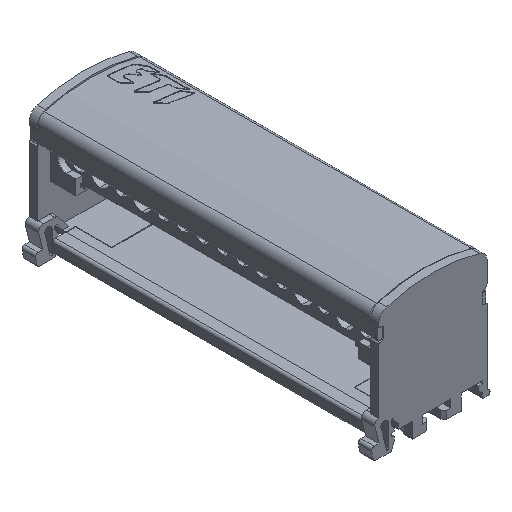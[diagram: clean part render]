
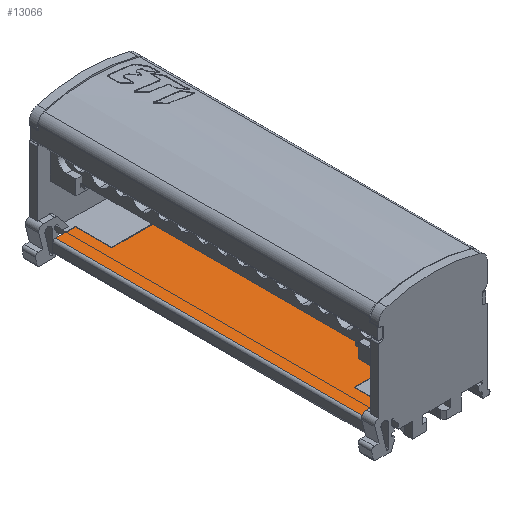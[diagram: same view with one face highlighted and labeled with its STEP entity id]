
A CAD part, isometric view. The second image highlights one B-rep face of the part: STEP entity #13066.
In plain terms, the highlighted planar face has unit normal (0, 0, 1).
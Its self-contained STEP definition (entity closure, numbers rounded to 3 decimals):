
#12645=DIRECTION('',(0.,1.,0.));
#12646=VECTOR('',#12645,119.4);
#12647=CARTESIAN_POINT('',(-84.021,-59.05,1.85));
#12648=LINE('',#12647,#12646);
#12652=DIRECTION('',(1.,0.,0.));
#12653=VECTOR('',#12652,7.731);
#12654=CARTESIAN_POINT('',(-84.021,60.35,1.85));
#12655=LINE('',#12654,#12653);
#12659=DIRECTION('',(0.,-1.,0.));
#12660=VECTOR('',#12659,13.75);
#12661=CARTESIAN_POINT('',(-76.289,60.35,1.85));
#12662=LINE('',#12661,#12660);
#12666=DIRECTION('',(0.,-1.,0.));
#12667=VECTOR('',#12666,91.9);
#12668=CARTESIAN_POINT('',(-47.021,46.6,1.85));
#12669=LINE('',#12668,#12667);
#12673=DIRECTION('',(-1.,0.,0.));
#12674=VECTOR('',#12673,29.269);
#12675=CARTESIAN_POINT('',(-47.021,-45.3,1.85));
#12676=LINE('',#12675,#12674);
#12753=DIRECTION('',(-1.,0.,0.));
#12754=VECTOR('',#12753,29.269);
#12755=CARTESIAN_POINT('',(-47.021,46.6,1.85));
#12756=LINE('',#12755,#12754);
#12797=DIRECTION('',(1.,0.,0.));
#12798=VECTOR('',#12797,7.731);
#12799=CARTESIAN_POINT('',(-84.021,-59.05,1.85));
#12800=LINE('',#12799,#12798);
#12818=DIRECTION('',(0.,1.,0.));
#12819=VECTOR('',#12818,13.75);
#12820=CARTESIAN_POINT('',(-76.289,-59.05,1.85));
#12821=LINE('',#12820,#12819);
#12858=CARTESIAN_POINT('',(-84.021,-59.05,1.85));
#12859=VERTEX_POINT('',#12858);
#12860=CARTESIAN_POINT('',(-76.289,-59.05,1.85));
#12861=VERTEX_POINT('',#12860);
#12862=CARTESIAN_POINT('',(-47.021,-45.3,1.85));
#12863=CARTESIAN_POINT('',(-76.289,-45.3,1.85));
#12864=VERTEX_POINT('',#12862);
#12865=VERTEX_POINT('',#12863);
#12874=CARTESIAN_POINT('',(-84.021,60.35,1.85));
#12875=VERTEX_POINT('',#12874);
#12886=CARTESIAN_POINT('',(-76.289,60.35,1.85));
#12887=VERTEX_POINT('',#12886);
#12896=CARTESIAN_POINT('',(-47.021,46.6,1.85));
#12897=VERTEX_POINT('',#12896);
#12898=CARTESIAN_POINT('',(-76.289,46.6,1.85));
#12899=VERTEX_POINT('',#12898);
#13044=CARTESIAN_POINT('',(-85.021,-59.05,1.85));
#13045=DIRECTION('',(0.,0.,1.));
#13046=DIRECTION('',(0.,1.,0.));
#13047=AXIS2_PLACEMENT_3D('',#13044,#13045,#13046);
#13048=PLANE('',#13047);
#13050=ORIENTED_EDGE('',*,*,#13049,.T.);
#13052=ORIENTED_EDGE('',*,*,#13051,.T.);
#13054=ORIENTED_EDGE('',*,*,#13053,.T.);
#13056=ORIENTED_EDGE('',*,*,#13055,.F.);
#13057=ORIENTED_EDGE('',*,*,#13034,.T.);
#13059=ORIENTED_EDGE('',*,*,#13058,.T.);
#13061=ORIENTED_EDGE('',*,*,#13060,.F.);
#13063=ORIENTED_EDGE('',*,*,#13062,.F.);
#13064=EDGE_LOOP('',(#13050,#13052,#13054,#13056,#13057,#13059,#13061,#13063));
#13065=FACE_OUTER_BOUND('',#13064,.F.);
#13034=EDGE_CURVE('',#12897,#12864,#12669,.T.);
#13049=EDGE_CURVE('',#12859,#12875,#12648,.T.);
#13051=EDGE_CURVE('',#12875,#12887,#12655,.T.);
#13053=EDGE_CURVE('',#12887,#12899,#12662,.T.);
#13055=EDGE_CURVE('',#12897,#12899,#12756,.T.);
#13058=EDGE_CURVE('',#12864,#12865,#12676,.T.);
#13060=EDGE_CURVE('',#12861,#12865,#12821,.T.);
#13062=EDGE_CURVE('',#12859,#12861,#12800,.T.);
#13066=ADVANCED_FACE('',(#13065),#13048,.T.);
